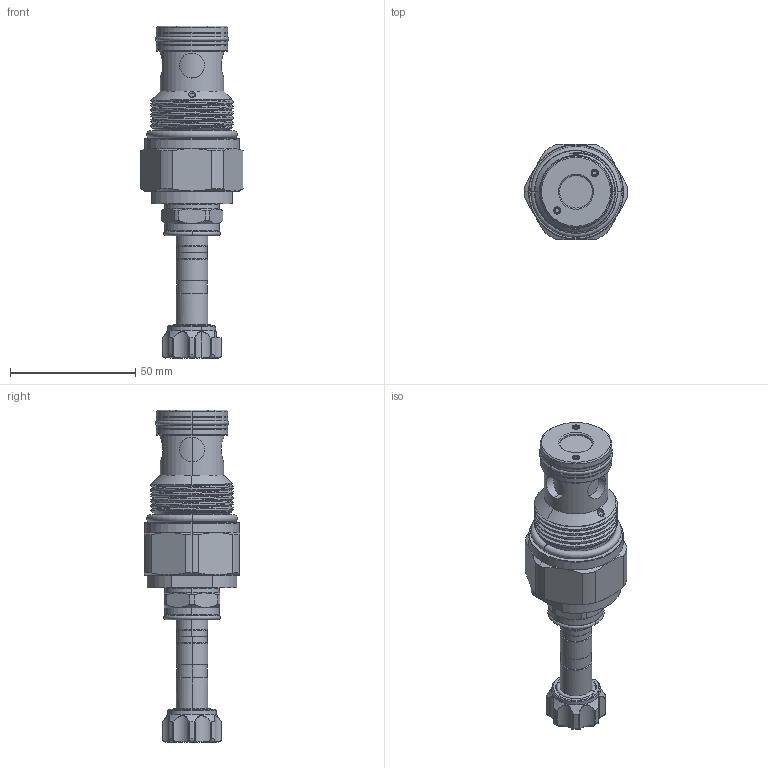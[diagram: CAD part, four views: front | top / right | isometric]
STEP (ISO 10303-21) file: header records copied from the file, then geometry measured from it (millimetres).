
FILE_DESCRIPTION (( 'STEP AP203' ), '1' );
FILE_NAME ('EP16W2A31N95.STEP', '2024-04-25T03:13:19', ( '' ), ( '' ), 'SwSTEP 2.0', 'SolidWorks 2018', '' );
FILE_SCHEMA (( 'CONFIG_CONTROL_DESIGN' ));
Length unit declared in the file: millimetre
Products named in the file (1): EP16W2A31N95
Bounding box: 41.1 x 38 x 132.75 mm (x, y, z)
Volume: 72846.7 mm3; surface area: 15869.4 mm2
Topology: 1 solids, 3 shells, 355 faces, 837 edges, 509 vertices
Faces by surface type: cylinder 159, cone 63, plane 53, torus 43, bspline 37
Entity records: 14555 total; most frequent: CARTESIAN_POINT 6665, ORIENTED_EDGE 1670, DIRECTION 1627, EDGE_CURVE 835, AXIS2_PLACEMENT_3D 696, VERTEX_POINT 509, EDGE_LOOP 380, CIRCLE 377
